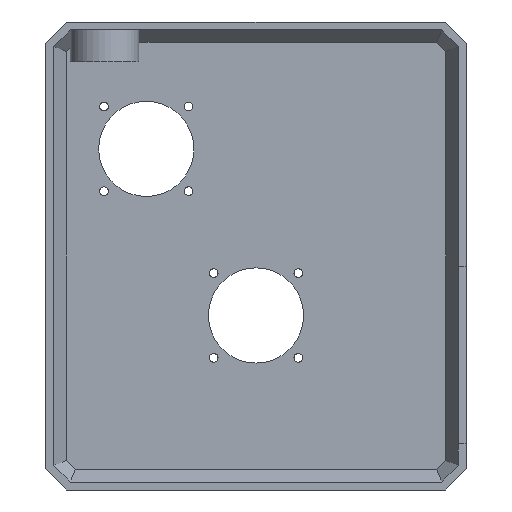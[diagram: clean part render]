
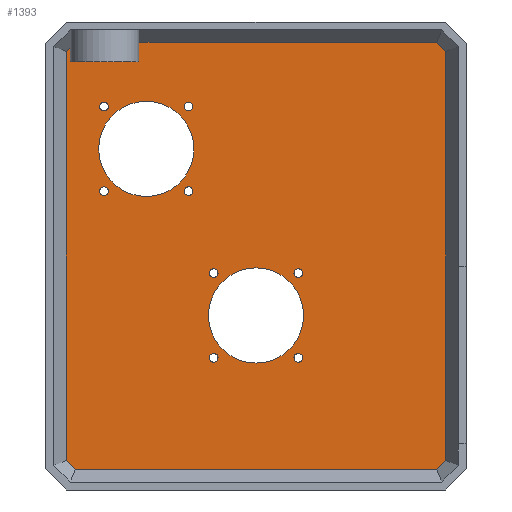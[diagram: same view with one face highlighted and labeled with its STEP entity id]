
A CAD part, left-side view. The second image highlights one B-rep face of the part: STEP entity #1393.
In plain terms, the highlighted planar face has unit normal (-1, 0, 0).
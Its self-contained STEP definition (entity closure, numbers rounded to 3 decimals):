
#23=FACE_BOUND('',#230,.T.);
#24=FACE_BOUND('',#231,.T.);
#25=FACE_BOUND('',#232,.T.);
#26=FACE_BOUND('',#233,.T.);
#27=FACE_BOUND('',#234,.T.);
#28=FACE_BOUND('',#235,.T.);
#29=FACE_BOUND('',#236,.T.);
#30=FACE_BOUND('',#237,.T.);
#31=FACE_BOUND('',#238,.T.);
#32=FACE_BOUND('',#239,.T.);
#83=PLANE('',#1516);
#152=FACE_OUTER_BOUND('',#229,.T.);
#229=EDGE_LOOP('',(#1169,#1170,#1171,#1172,#1173,#1174,#1175,#1176,#1177,
#1178,#1179));
#230=EDGE_LOOP('',(#1180));
#231=EDGE_LOOP('',(#1181));
#232=EDGE_LOOP('',(#1182));
#233=EDGE_LOOP('',(#1183));
#234=EDGE_LOOP('',(#1184));
#235=EDGE_LOOP('',(#1185));
#236=EDGE_LOOP('',(#1186));
#237=EDGE_LOOP('',(#1187));
#238=EDGE_LOOP('',(#1188));
#239=EDGE_LOOP('',(#1189));
#280=LINE('',#1926,#433);
#285=LINE('',#1937,#438);
#298=LINE('',#1966,#451);
#301=LINE('',#1977,#454);
#361=LINE('',#2162,#514);
#365=LINE('',#2170,#518);
#368=LINE('',#2175,#521);
#370=LINE('',#2178,#523);
#374=LINE('',#2185,#527);
#377=LINE('',#2191,#530);
#379=LINE('',#2194,#532);
#433=VECTOR('',#1555,10.);
#438=VECTOR('',#1562,10.);
#451=VECTOR('',#1583,10.);
#454=VECTOR('',#1598,10.);
#514=VECTOR('',#1778,10.);
#518=VECTOR('',#1784,10.);
#521=VECTOR('',#1789,10.);
#523=VECTOR('',#1793,10.);
#527=VECTOR('',#1799,10.);
#530=VECTOR('',#1804,10.);
#532=VECTOR('',#1808,10.);
#598=CIRCLE('',#1470,1.65);
#601=CIRCLE('',#1474,1.65);
#604=CIRCLE('',#1478,1.65);
#607=CIRCLE('',#1482,1.65);
#610=CIRCLE('',#1486,1.65);
#613=CIRCLE('',#1490,1.65);
#616=CIRCLE('',#1494,1.65);
#619=CIRCLE('',#1498,1.65);
#621=CIRCLE('',#1501,18.);
#623=CIRCLE('',#1504,18.);
#628=VERTEX_POINT('',#1924);
#629=VERTEX_POINT('',#1925);
#633=VERTEX_POINT('',#1935);
#634=VERTEX_POINT('',#1936);
#646=VERTEX_POINT('',#1965);
#686=VERTEX_POINT('',#2088);
#689=VERTEX_POINT('',#2096);
#692=VERTEX_POINT('',#2104);
#695=VERTEX_POINT('',#2112);
#698=VERTEX_POINT('',#2120);
#701=VERTEX_POINT('',#2128);
#704=VERTEX_POINT('',#2136);
#707=VERTEX_POINT('',#2144);
#709=VERTEX_POINT('',#2150);
#711=VERTEX_POINT('',#2156);
#712=VERTEX_POINT('',#2160);
#713=VERTEX_POINT('',#2161);
#716=VERTEX_POINT('',#2169);
#717=VERTEX_POINT('',#2174);
#719=VERTEX_POINT('',#2183);
#721=VERTEX_POINT('',#2189);
#756=EDGE_CURVE('',#628,#629,#280,.T.);
#761=EDGE_CURVE('',#633,#634,#285,.T.);
#776=EDGE_CURVE('',#646,#628,#298,.T.);
#782=EDGE_CURVE('',#629,#633,#301,.T.);
#838=EDGE_CURVE('',#686,#686,#598,.T.);
#842=EDGE_CURVE('',#689,#689,#601,.T.);
#846=EDGE_CURVE('',#692,#692,#604,.T.);
#850=EDGE_CURVE('',#695,#695,#607,.T.);
#854=EDGE_CURVE('',#698,#698,#610,.T.);
#858=EDGE_CURVE('',#701,#701,#613,.T.);
#862=EDGE_CURVE('',#704,#704,#616,.T.);
#866=EDGE_CURVE('',#707,#707,#619,.T.);
#869=EDGE_CURVE('',#709,#709,#621,.T.);
#872=EDGE_CURVE('',#711,#711,#623,.T.);
#873=EDGE_CURVE('',#712,#713,#361,.T.);
#877=EDGE_CURVE('',#713,#716,#365,.T.);
#880=EDGE_CURVE('',#716,#717,#368,.T.);
#882=EDGE_CURVE('',#717,#646,#370,.T.);
#886=EDGE_CURVE('',#634,#719,#374,.T.);
#889=EDGE_CURVE('',#719,#721,#377,.T.);
#891=EDGE_CURVE('',#721,#712,#379,.T.);
#1169=ORIENTED_EDGE('',*,*,#761,.T.);
#1170=ORIENTED_EDGE('',*,*,#886,.T.);
#1171=ORIENTED_EDGE('',*,*,#889,.T.);
#1172=ORIENTED_EDGE('',*,*,#891,.T.);
#1173=ORIENTED_EDGE('',*,*,#873,.T.);
#1174=ORIENTED_EDGE('',*,*,#877,.T.);
#1175=ORIENTED_EDGE('',*,*,#880,.T.);
#1176=ORIENTED_EDGE('',*,*,#882,.T.);
#1177=ORIENTED_EDGE('',*,*,#776,.T.);
#1178=ORIENTED_EDGE('',*,*,#756,.T.);
#1179=ORIENTED_EDGE('',*,*,#782,.T.);
#1180=ORIENTED_EDGE('',*,*,#838,.T.);
#1181=ORIENTED_EDGE('',*,*,#842,.T.);
#1182=ORIENTED_EDGE('',*,*,#846,.T.);
#1183=ORIENTED_EDGE('',*,*,#850,.T.);
#1184=ORIENTED_EDGE('',*,*,#854,.T.);
#1185=ORIENTED_EDGE('',*,*,#858,.T.);
#1186=ORIENTED_EDGE('',*,*,#862,.T.);
#1187=ORIENTED_EDGE('',*,*,#866,.T.);
#1188=ORIENTED_EDGE('',*,*,#869,.T.);
#1189=ORIENTED_EDGE('',*,*,#872,.T.);
#1393=ADVANCED_FACE('',(#152,#23,#24,#25,#26,#27,#28,#29,#30,#31,#32),#83,
 .F.);
#1470=AXIS2_PLACEMENT_3D('',#2090,#1697,#1698);
#1474=AXIS2_PLACEMENT_3D('',#2098,#1706,#1707);
#1478=AXIS2_PLACEMENT_3D('',#2106,#1715,#1716);
#1482=AXIS2_PLACEMENT_3D('',#2114,#1724,#1725);
#1486=AXIS2_PLACEMENT_3D('',#2122,#1733,#1734);
#1490=AXIS2_PLACEMENT_3D('',#2130,#1742,#1743);
#1494=AXIS2_PLACEMENT_3D('',#2138,#1751,#1752);
#1498=AXIS2_PLACEMENT_3D('',#2146,#1760,#1761);
#1501=AXIS2_PLACEMENT_3D('',#2152,#1767,#1768);
#1504=AXIS2_PLACEMENT_3D('',#2158,#1774,#1775);
#1516=AXIS2_PLACEMENT_3D('',#2211,#1825,#1826);
#1555=DIRECTION('',(0.,0.,-1.));
#1562=DIRECTION('',(0.,0.,1.));
#1583=DIRECTION('',(0.,1.,0.));
#1598=DIRECTION('',(0.,1.,0.));
#1697=DIRECTION('center_axis',(1.,0.,0.));
#1698=DIRECTION('ref_axis',(0.,1.,0.));
#1706=DIRECTION('center_axis',(1.,0.,0.));
#1707=DIRECTION('ref_axis',(0.,1.,0.));
#1715=DIRECTION('center_axis',(1.,0.,0.));
#1716=DIRECTION('ref_axis',(0.,1.,0.));
#1724=DIRECTION('center_axis',(1.,0.,0.));
#1725=DIRECTION('ref_axis',(0.,1.,0.));
#1733=DIRECTION('center_axis',(1.,0.,0.));
#1734=DIRECTION('ref_axis',(0.,1.,0.));
#1742=DIRECTION('center_axis',(1.,0.,0.));
#1743=DIRECTION('ref_axis',(0.,1.,0.));
#1751=DIRECTION('center_axis',(1.,0.,0.));
#1752=DIRECTION('ref_axis',(0.,1.,0.));
#1760=DIRECTION('center_axis',(1.,0.,0.));
#1761=DIRECTION('ref_axis',(0.,1.,0.));
#1767=DIRECTION('center_axis',(1.,0.,0.));
#1768=DIRECTION('ref_axis',(0.,1.,0.));
#1774=DIRECTION('center_axis',(1.,0.,0.));
#1775=DIRECTION('ref_axis',(0.,1.,0.));
#1778=DIRECTION('',(0.,-1.,0.));
#1784=DIRECTION('',(0.,-0.707,0.707));
#1789=DIRECTION('',(0.,0.,1.));
#1793=DIRECTION('',(0.,0.707,0.707));
#1799=DIRECTION('',(0.,0.707,-0.707));
#1804=DIRECTION('',(0.,0.,-1.));
#1808=DIRECTION('',(0.,-0.707,-0.707));
#1825=DIRECTION('center_axis',(1.,0.,0.));
#1826=DIRECTION('ref_axis',(0.,0.,-1.));
#1924=CARTESIAN_POINT('',(47.,111.757,157.301));
#1925=CARTESIAN_POINT('',(47.,111.757,150.));
#1926=CARTESIAN_POINT('',(47.,111.757,119.25));
#1935=CARTESIAN_POINT('',(47.,137.757,150.));
#1936=CARTESIAN_POINT('',(47.,137.757,155.355));
#1937=CARTESIAN_POINT('',(47.,137.757,113.25));
#1965=CARTESIAN_POINT('',(47.,-0.811,157.301));
#1966=CARTESIAN_POINT('',(47.,85.375,157.301));
#1977=CARTESIAN_POINT('',(47.,89.629,150.));
#2088=CARTESIAN_POINT('',(47.,123.35,101.));
#2090=CARTESIAN_POINT('Origin',(47.,125.,101.));
#2096=CARTESIAN_POINT('',(47.,123.35,133.));
#2098=CARTESIAN_POINT('Origin',(47.,125.,133.));
#2104=CARTESIAN_POINT('',(47.,81.85,38.));
#2106=CARTESIAN_POINT('Origin',(47.,83.5,38.));
#2112=CARTESIAN_POINT('',(47.,49.85,70.));
#2114=CARTESIAN_POINT('Origin',(47.,51.5,70.));
#2120=CARTESIAN_POINT('',(47.,81.85,70.));
#2122=CARTESIAN_POINT('Origin',(47.,83.5,70.));
#2128=CARTESIAN_POINT('',(47.,49.85,38.));
#2130=CARTESIAN_POINT('Origin',(47.,51.5,38.));
#2136=CARTESIAN_POINT('',(47.,91.35,133.));
#2138=CARTESIAN_POINT('Origin',(47.,93.,133.));
#2144=CARTESIAN_POINT('',(47.,91.35,101.));
#2146=CARTESIAN_POINT('Origin',(47.,93.,101.));
#2150=CARTESIAN_POINT('',(47.,49.5,54.));
#2152=CARTESIAN_POINT('Origin',(47.,67.5,54.));
#2156=CARTESIAN_POINT('',(47.,91.,117.));
#2158=CARTESIAN_POINT('Origin',(47.,109.,117.));
#2160=CARTESIAN_POINT('',(47.,135.811,-4.301));
#2161=CARTESIAN_POINT('',(47.,-0.811,-4.301));
#2162=CARTESIAN_POINT('',(47.,49.625,-4.301));
#2169=CARTESIAN_POINT('',(47.,-4.301,-0.811));
#2170=CARTESIAN_POINT('',(47.,-6.931,1.819));
#2174=CARTESIAN_POINT('',(47.,-4.301,153.811));
#2175=CARTESIAN_POINT('',(47.,-4.301,96.625));
#2178=CARTESIAN_POINT('',(47.,-4.931,153.181));
#2183=CARTESIAN_POINT('',(47.,139.301,153.811));
#2185=CARTESIAN_POINT('',(47.,141.931,151.181));
#2189=CARTESIAN_POINT('',(47.,139.301,-0.811));
#2191=CARTESIAN_POINT('',(47.,139.301,56.375));
#2194=CARTESIAN_POINT('',(47.,139.931,-0.181));
#2211=CARTESIAN_POINT('Origin',(47.,67.5,76.5));
